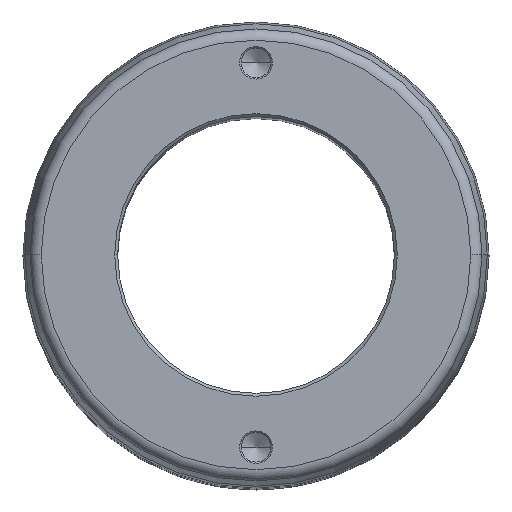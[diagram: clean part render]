
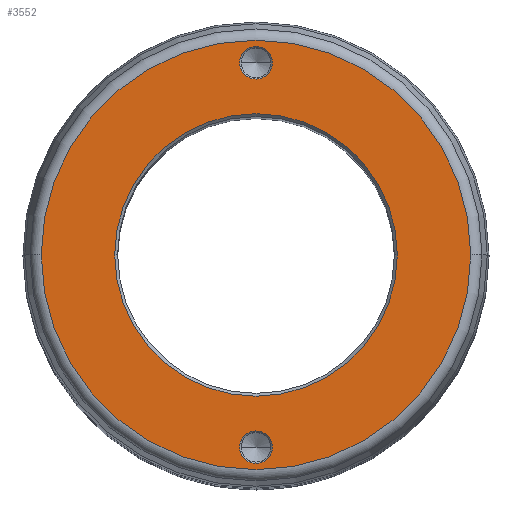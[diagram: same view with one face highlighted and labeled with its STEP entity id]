
A CAD part, top view. The second image highlights one B-rep face of the part: STEP entity #3552.
In plain terms, the highlighted planar face has unit normal (0, 0, 1).
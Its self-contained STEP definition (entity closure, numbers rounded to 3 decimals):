
#2 = CARTESIAN_POINT ( 'NONE',  ( 0., 0., 400. ) ) ;
#79 = CARTESIAN_POINT ( 'NONE',  ( 73.715, 0., 400. ) ) ;
#95 = DIRECTION ( 'NONE',  ( 1., 0., 0. ) ) ;
#236 = PLANE ( 'NONE',  #637 ) ;
#270 = AXIS2_PLACEMENT_3D ( 'NONE', #1885, #3020, #460 ) ;
#349 = CIRCLE ( 'NONE', #1465, 5.6 ) ;
#397 = DIRECTION ( 'NONE',  ( 0., 0., -1. ) ) ;
#446 = CIRCLE ( 'NONE', #1318, 5.6 ) ;
#460 = DIRECTION ( 'NONE',  ( 1., 0., 0. ) ) ;
#486 = FACE_BOUND ( 'NONE', #3535, .T. ) ;
#530 = DIRECTION ( 'NONE',  ( 0., 0., 1. ) ) ;
#567 = AXIS2_PLACEMENT_3D ( 'NONE', #672, #397, #1023 ) ;
#576 = EDGE_CURVE ( 'NONE', #2830, #2560, #775, .T. ) ;
#637 = AXIS2_PLACEMENT_3D ( 'NONE', #796, #530, #2524 ) ;
#672 = CARTESIAN_POINT ( 'NONE',  ( 0., 0., 400. ) ) ;
#775 = CIRCLE ( 'NONE', #3273, 5.6 ) ;
#786 = VERTEX_POINT ( 'NONE', #2530 ) ;
#796 = CARTESIAN_POINT ( 'NONE',  ( 0., 0., 400. ) ) ;
#885 = CARTESIAN_POINT ( 'NONE',  ( 0., -66., 400. ) ) ;
#905 = DIRECTION ( 'NONE',  ( 0., 0., -1. ) ) ;
#983 = CARTESIAN_POINT ( 'NONE',  ( 0., 66., 400. ) ) ;
#1012 = EDGE_CURVE ( 'NONE', #786, #2869, #3402, .T. ) ;
#1022 = ORIENTED_EDGE ( 'NONE', *, *, #2416, .T. ) ;
#1023 = DIRECTION ( 'NONE',  ( 1., 0., 0. ) ) ;
#1063 = EDGE_LOOP ( 'NONE', ( #1102, #2502 ) ) ;
#1086 = FACE_OUTER_BOUND ( 'NONE', #3250, .T. ) ;
#1102 = ORIENTED_EDGE ( 'NONE', *, *, #2814, .T. ) ;
#1194 = CARTESIAN_POINT ( 'NONE',  ( 0., 0., 400. ) ) ;
#1214 = DIRECTION ( 'NONE',  ( 0., 0., -1. ) ) ;
#1216 = DIRECTION ( 'NONE',  ( 0., 0., -1. ) ) ;
#1258 = DIRECTION ( 'NONE',  ( 0., 0., -1. ) ) ;
#1278 = ORIENTED_EDGE ( 'NONE', *, *, #2152, .T. ) ;
#1318 = AXIS2_PLACEMENT_3D ( 'NONE', #1774, #1214, #3208 ) ;
#1353 = FACE_BOUND ( 'NONE', #1412, .T. ) ;
#1412 = EDGE_LOOP ( 'NONE', ( #1477, #1278 ) ) ;
#1465 = AXIS2_PLACEMENT_3D ( 'NONE', #983, #1216, #95 ) ;
#1477 = ORIENTED_EDGE ( 'NONE', *, *, #1012, .T. ) ;
#1495 = ORIENTED_EDGE ( 'NONE', *, *, #3120, .T. ) ;
#1521 = CARTESIAN_POINT ( 'NONE',  ( 48.5, 0., 400. ) ) ;
#1668 = CARTESIAN_POINT ( 'NONE',  ( -48.5, 0., 400. ) ) ;
#1709 = CIRCLE ( 'NONE', #3696, 48.5 ) ;
#1721 = AXIS2_PLACEMENT_3D ( 'NONE', #2, #2007, #3456 ) ;
#1760 = VERTEX_POINT ( 'NONE', #3506 ) ;
#1774 = CARTESIAN_POINT ( 'NONE',  ( 0., -66., 400. ) ) ;
#1824 = CARTESIAN_POINT ( 'NONE',  ( -5.6, -66., 400. ) ) ;
#1845 = VERTEX_POINT ( 'NONE', #1521 ) ;
#1885 = CARTESIAN_POINT ( 'NONE',  ( 0., 0., 400. ) ) ;
#1921 = CIRCLE ( 'NONE', #270, 73.715 ) ;
#1984 = VERTEX_POINT ( 'NONE', #1668 ) ;
#2007 = DIRECTION ( 'NONE',  ( 0., 0., 1. ) ) ;
#2012 = DIRECTION ( 'NONE',  ( 0., 0., -1. ) ) ;
#2019 = DIRECTION ( 'NONE',  ( 1., 0., 0. ) ) ;
#2125 = DIRECTION ( 'NONE',  ( 1., 0., 0. ) ) ;
#2152 = EDGE_CURVE ( 'NONE', #2869, #786, #446, .T. ) ;
#2251 = VERTEX_POINT ( 'NONE', #79 ) ;
#2388 = CIRCLE ( 'NONE', #1721, 73.715 ) ;
#2416 = EDGE_CURVE ( 'NONE', #2251, #1760, #1921, .T. ) ;
#2502 = ORIENTED_EDGE ( 'NONE', *, *, #2996, .T. ) ;
#2524 = DIRECTION ( 'NONE',  ( 1., 0., 0. ) ) ;
#2530 = CARTESIAN_POINT ( 'NONE',  ( 5.6, -66., 400. ) ) ;
#2560 = VERTEX_POINT ( 'NONE', #3346 ) ;
#2576 = FACE_BOUND ( 'NONE', #1063, .T. ) ;
#2655 = CARTESIAN_POINT ( 'NONE',  ( 5.6, 66., 400. ) ) ;
#2814 = EDGE_CURVE ( 'NONE', #1845, #1984, #3283, .T. ) ;
#2830 = VERTEX_POINT ( 'NONE', #2655 ) ;
#2869 = VERTEX_POINT ( 'NONE', #1824 ) ;
#2996 = EDGE_CURVE ( 'NONE', #1984, #1845, #1709, .T. ) ;
#3020 = DIRECTION ( 'NONE',  ( 0., 0., 1. ) ) ;
#3120 = EDGE_CURVE ( 'NONE', #1760, #2251, #2388, .T. ) ;
#3208 = DIRECTION ( 'NONE',  ( 1., 0., 0. ) ) ;
#3250 = EDGE_LOOP ( 'NONE', ( #1022, #1495 ) ) ;
#3273 = AXIS2_PLACEMENT_3D ( 'NONE', #3534, #1258, #2125 ) ;
#3283 = CIRCLE ( 'NONE', #567, 48.5 ) ;
#3301 = EDGE_CURVE ( 'NONE', #2560, #2830, #349, .T. ) ;
#3308 = ORIENTED_EDGE ( 'NONE', *, *, #3301, .T. ) ;
#3346 = CARTESIAN_POINT ( 'NONE',  ( -5.6, 66., 400. ) ) ;
#3402 = CIRCLE ( 'NONE', #3556, 5.6 ) ;
#3411 = DIRECTION ( 'NONE',  ( 1., 0., 0. ) ) ;
#3456 = DIRECTION ( 'NONE',  ( 1., 0., 0. ) ) ;
#3506 = CARTESIAN_POINT ( 'NONE',  ( -73.715, 0., 400. ) ) ;
#3534 = CARTESIAN_POINT ( 'NONE',  ( 0., 66., 400. ) ) ;
#3535 = EDGE_LOOP ( 'NONE', ( #3544, #3308 ) ) ;
#3544 = ORIENTED_EDGE ( 'NONE', *, *, #576, .T. ) ;
#3552 = ADVANCED_FACE ( 'NONE', ( #1353, #486, #2576, #1086 ), #236, .T. ) ;
#3556 = AXIS2_PLACEMENT_3D ( 'NONE', #885, #2012, #3411 ) ;
#3696 = AXIS2_PLACEMENT_3D ( 'NONE', #1194, #905, #2019 ) ;
